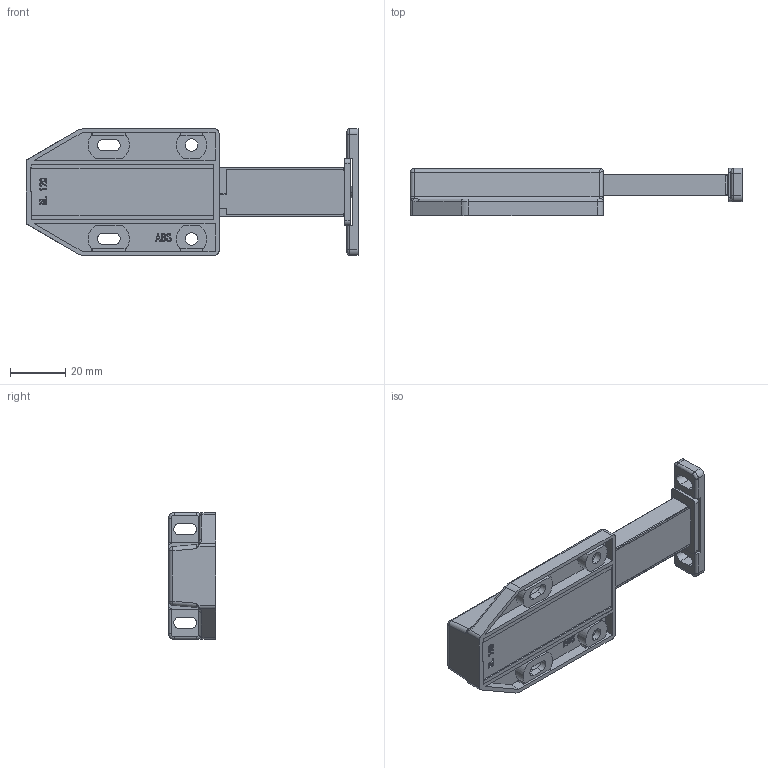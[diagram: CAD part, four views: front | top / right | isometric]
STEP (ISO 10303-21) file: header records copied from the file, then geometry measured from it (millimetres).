
FILE_DESCRIPTION (( 'STEP AP203' ), '1' );
FILE_NAME ('SC140-01848_ML-120型_マグネラッチ_0.step', '2013-04-23T23:16:43', ( ' ' ), ( '' ), 'SwSTEP 2.0', 'SolidWorks 2011', '' );
FILE_SCHEMA (( 'CONFIG_CONTROL_DESIGN' ));
Length unit declared in the file: millimetre
Products named in the file (12): SC140-01848_ML-120型_マグネラッチ_0; SC140-01852_ML-120型_受け座_カシメ後; SC140-01845_ML-120型_ハトメ_カシメ後; SC140-01853_ML-120型_受け座プレート; SC140-01854_ML-120型_台座; SC140-01846_ML-120型_ばね_伸張時; SC140-01844_ML-120型_ガイドプレート; SC140-01851_ML-120型_ローター; SC140-01849_ML-120型_ヨーク; SC140-01847_ML-120型_マグネット; SC140-01850_ML-120型_ラッチ; SC140-01855_ML-120型_本体
Assembly tree (12 placements, depth 3):
  SC140-01848_ML-120型_マグネラッチ_0
    SC140-01852_ML-120型_受け座_カシメ後
      SC140-01845_ML-120型_ハトメ_カシメ後
      SC140-01853_ML-120型_受け座プレート
      SC140-01854_ML-120型_台座
    SC140-01846_ML-120型_ばね_伸張時
    SC140-01844_ML-120型_ガイドプレート
    SC140-01851_ML-120型_ローター
    SC140-01849_ML-120型_ヨーク  x2
    SC140-01847_ML-120型_マグネット
    SC140-01855_ML-120型_本体
    SC140-01850_ML-120型_ラッチ
Bounding box: 120.3 x 17.2 x 46 mm (x, y, z)
Volume: 25871.2 mm3
Topology: 11 solids, 12 shells, 814 faces, 2138 edges, 1390 vertices
Faces by surface type: plane 452, cylinder 176, bspline 157, torus 22, cone 4, sphere 3
Entity records: 43555 total; most frequent: CARTESIAN_POINT 23542, ORIENTED_EDGE 4142, DIRECTION 3407, EDGE_CURVE 2071, VECTOR 1381, LINE 1381, VERTEX_POINT 1354, AXIS2_PLACEMENT_3D 1013
